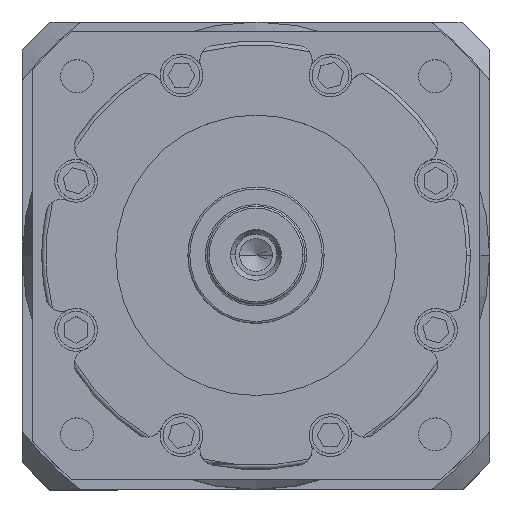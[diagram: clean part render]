
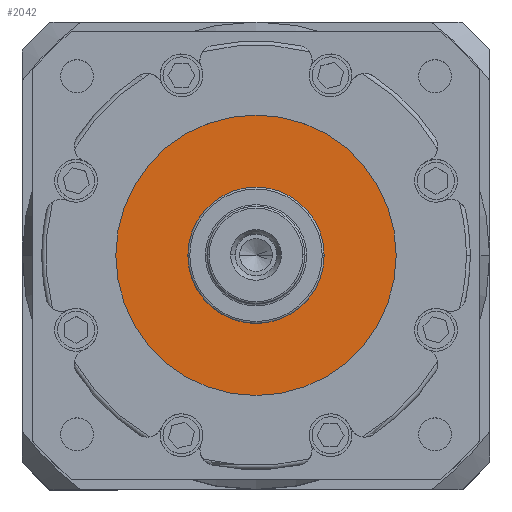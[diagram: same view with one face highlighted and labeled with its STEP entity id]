
A CAD part, top view. The second image highlights one B-rep face of the part: STEP entity #2042.
In plain terms, the highlighted planar face has unit normal (0, 0, 1).
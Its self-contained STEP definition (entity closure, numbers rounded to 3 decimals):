
#71 = CARTESIAN_POINT ( 'NONE',  ( 36., 0., 105. ) ) ;
#271 = FACE_BOUND ( 'NONE', #10136, .T. ) ;
#412 = VERTEX_POINT ( 'NONE', #6962 ) ;
#623 = CARTESIAN_POINT ( 'NONE',  ( 0., 0., 105. ) ) ;
#687 = VERTEX_POINT ( 'NONE', #71 ) ;
#773 = CARTESIAN_POINT ( 'NONE',  ( 0., 0., 105. ) ) ;
#1113 = CARTESIAN_POINT ( 'NONE',  ( -17.5, 0., 105. ) ) ;
#1612 = DIRECTION ( 'NONE',  ( 1., 0., 0. ) ) ;
#1733 = EDGE_CURVE ( 'NONE', #7447, #6028, #7474, .T. ) ;
#2042 = ADVANCED_FACE ( 'NONE', ( #271, #10713 ), #10695, .T. ) ;
#2575 = DIRECTION ( 'NONE',  ( 0., 0., 1. ) ) ;
#2925 = CARTESIAN_POINT ( 'NONE',  ( 17.5, 0., 105. ) ) ;
#3343 = AXIS2_PLACEMENT_3D ( 'NONE', #623, #9087, #4009 ) ;
#3385 = CARTESIAN_POINT ( 'NONE',  ( 0., 0., 105. ) ) ;
#3671 = ORIENTED_EDGE ( 'NONE', *, *, #1733, .F. ) ;
#4009 = DIRECTION ( 'NONE',  ( 1., 0., 0. ) ) ;
#4220 = DIRECTION ( 'NONE',  ( 0., 0., 1. ) ) ;
#4240 = DIRECTION ( 'NONE',  ( 1., 0., 0. ) ) ;
#5377 = EDGE_CURVE ( 'NONE', #687, #412, #9782, .T. ) ;
#5617 = AXIS2_PLACEMENT_3D ( 'NONE', #3385, #9316, #4240 ) ;
#5618 = CIRCLE ( 'NONE', #5617, 36. ) ;
#6028 = VERTEX_POINT ( 'NONE', #2925 ) ;
#6424 = AXIS2_PLACEMENT_3D ( 'NONE', #773, #6725, #1612 ) ;
#6585 = CARTESIAN_POINT ( 'NONE',  ( 0., 0., 105. ) ) ;
#6624 = AXIS2_PLACEMENT_3D ( 'NONE', #6585, #2575, #8526 ) ;
#6725 = DIRECTION ( 'NONE',  ( 0., 0., 1. ) ) ;
#6962 = CARTESIAN_POINT ( 'NONE',  ( -36., 0., 105. ) ) ;
#7447 = VERTEX_POINT ( 'NONE', #1113 ) ;
#7474 = CIRCLE ( 'NONE', #6624, 17.5 ) ;
#8158 = AXIS2_PLACEMENT_3D ( 'NONE', #9297, #4220, #10128 ) ;
#8514 = EDGE_LOOP ( 'NONE', ( #10290, #10419 ) ) ;
#8526 = DIRECTION ( 'NONE',  ( 1., 0., 0. ) ) ;
#8535 = EDGE_CURVE ( 'NONE', #412, #687, #5618, .T. ) ;
#9087 = DIRECTION ( 'NONE',  ( 0., 0., 1. ) ) ;
#9181 = ORIENTED_EDGE ( 'NONE', *, *, #10049, .F. ) ;
#9297 = CARTESIAN_POINT ( 'NONE',  ( 0., 0., 105. ) ) ;
#9316 = DIRECTION ( 'NONE',  ( 0., 0., 1. ) ) ;
#9782 = CIRCLE ( 'NONE', #8158, 36. ) ;
#10049 = EDGE_CURVE ( 'NONE', #6028, #7447, #10338, .T. ) ;
#10128 = DIRECTION ( 'NONE',  ( 1., 0., 0. ) ) ;
#10136 = EDGE_LOOP ( 'NONE', ( #3671, #9181 ) ) ;
#10290 = ORIENTED_EDGE ( 'NONE', *, *, #5377, .T. ) ;
#10338 = CIRCLE ( 'NONE', #6424, 17.5 ) ;
#10419 = ORIENTED_EDGE ( 'NONE', *, *, #8535, .T. ) ;
#10695 = PLANE ( 'NONE',  #3343 ) ;
#10713 = FACE_OUTER_BOUND ( 'NONE', #8514, .T. ) ;
